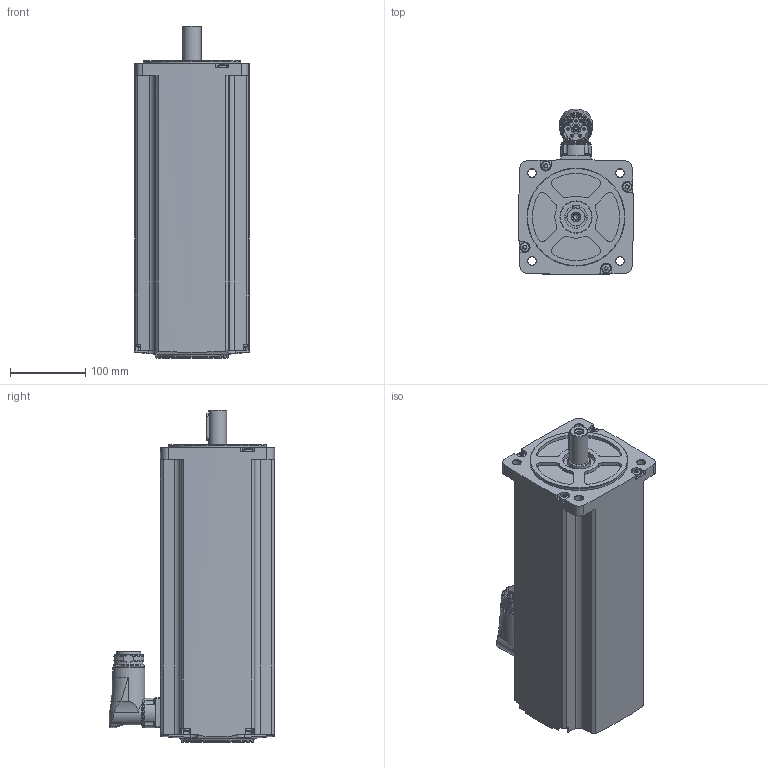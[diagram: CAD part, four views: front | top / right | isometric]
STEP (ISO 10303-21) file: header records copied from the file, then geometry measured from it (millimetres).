
FILE_DESCRIPTION(/* description */ ('STEP AP214'),/* implementation_level */ '2;1');
FILE_NAME(/* name */ '8148341_EMMT-AS-150-LK-HS-R3MYB',/* time_stamp */ '2024-08-28T01:15:23+02:00',/* author */ ('License CC BY-ND 4.0'),/* organization */ ('CADENAS'),/* preprocessor_version */ 'ST-DEVELOPER v19.3',/* originating_system */ 'PARTsolutions',/* authorisation */ ' ');
FILE_SCHEMA (('AUTOMOTIVE_DESIGN {1 0 10303 214 3 1 1}'));
Length unit declared in the file: millimetre
Products named in the file (2): 8148341 EMMT-AS-150-LK-HS-R3MYB---(high); 8148341 EMMT-AS-150-LK-R3B---(high_h)
Assembly tree (1 placements, depth 2):
  8148341 EMMT-AS-150-LK-HS-R3MYB---(high)
    8148341 EMMT-AS-150-LK-R3B---(high_h)
Bounding box: 152 x 219.8 x 440.5 mm (x, y, z)
Volume: 7980504.3 mm3; surface area: 301181.3 mm2
Topology: 1 solids, 1 shells, 562 faces, 1440 edges, 933 vertices
Faces by surface type: cylinder 309, plane 176, torus 43, cone 34
Full cylindrical faces by diameter (mm): 0.63 x6, 0.99 x4, 2 x4, 3.6 x5, 4 x4, 4.917 x2, 5.2 x1, 6.647 x1, 7.06 x1, 8 x4, 8.4 x1, 10 x4, 11 x4, 19 x4, 24 x1, 30 x1, 30.85 x1, 32.725 x1, 39.8 x1, 40.3 x2, 42 x1, 42.8 x1, 96.45 x1, 130 x1
Entity records: 16765 total; most frequent: CARTESIAN_POINT 3499, DIRECTION 2884, ORIENTED_EDGE 2568, EDGE_CURVE 1284, AXIS2_PLACEMENT_3D 1197, VERTEX_POINT 898, FACE_BOUND 744, EDGE_LOOP 743
